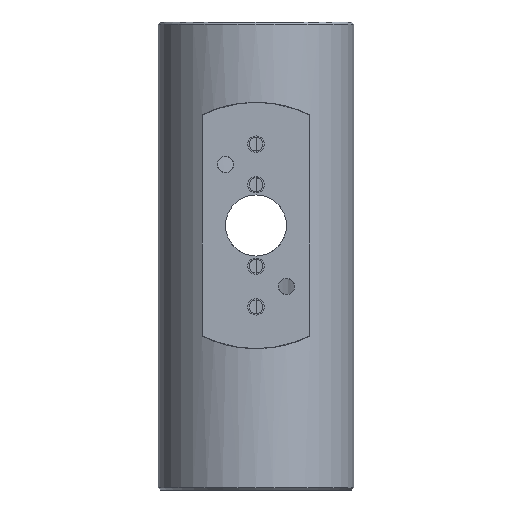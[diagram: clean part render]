
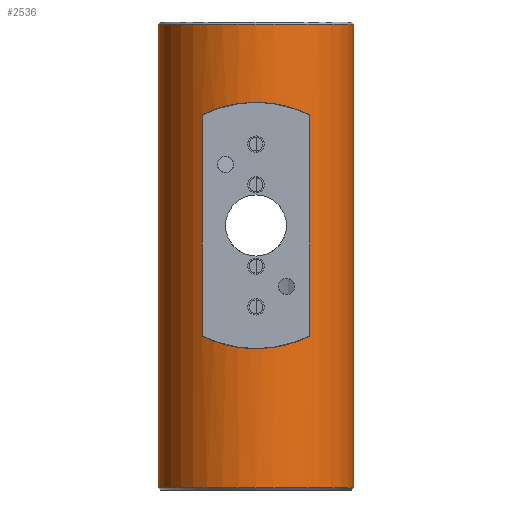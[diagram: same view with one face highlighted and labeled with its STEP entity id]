
A CAD part, front view. The second image highlights one B-rep face of the part: STEP entity #2536.
In plain terms, the highlighted cylindrical face has radius 48 mm (diameter 96 mm), a partial arc.
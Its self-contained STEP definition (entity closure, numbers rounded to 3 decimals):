
#380=DIRECTION('',(0.,0.,1.));
#381=VECTOR('',#380,228.);
#382=CARTESIAN_POINT('',(48.,0.,
1.));
#383=LINE('',#382,#381);
#965=DIRECTION('',(0.,0.,1.));
#966=VECTOR('',#965,108.743);
#967=CARTESIAN_POINT('',(-26.533,-40.,75.629));
#968=LINE('',#967,#966);
#969=CARTESIAN_POINT('',(26.533,-40.,75.629));
#970=CARTESIAN_POINT('',(25.315,-40.808,75.034));
#971=CARTESIAN_POINT('',(22.843,-42.287,73.93));
#972=CARTESIAN_POINT('',(19.08,-44.109,72.541));
#973=CARTESIAN_POINT('',(15.266,-45.567,71.413));
#974=CARTESIAN_POINT('',(11.447,-46.67,70.551));
#975=CARTESIAN_POINT('',(7.631,-47.442,69.942));
#976=CARTESIAN_POINT('',(3.792,-47.901,69.579));
#977=CARTESIAN_POINT('',(0.,-48.049,
69.461));
#978=CARTESIAN_POINT('',(-3.792,-47.901,69.579));
#979=CARTESIAN_POINT('',(-7.63,-47.443,69.942));
#980=CARTESIAN_POINT('',(-11.446,-46.67,70.55));
#981=CARTESIAN_POINT('',(-15.265,-45.567,71.413));
#982=CARTESIAN_POINT('',(-19.079,-44.11,72.541));
#983=CARTESIAN_POINT('',(-22.843,-42.287,73.93));
#984=CARTESIAN_POINT('',(-25.315,-40.808,75.034));
#985=CARTESIAN_POINT('',(-26.533,-40.,75.629));
#987=DIRECTION('',(0.,0.,1.));
#988=VECTOR('',#987,108.743);
#989=CARTESIAN_POINT('',(26.533,-40.,75.629));
#990=LINE('',#989,#988);
#991=CARTESIAN_POINT('',(-26.533,-40.,184.371));
#992=CARTESIAN_POINT('',(-25.315,-40.808,184.966));
#993=CARTESIAN_POINT('',(-22.843,-42.287,186.07));
#994=CARTESIAN_POINT('',(-19.08,-44.109,187.459));
#995=CARTESIAN_POINT('',(-15.266,-45.567,188.587));
#996=CARTESIAN_POINT('',(-11.447,-46.67,189.449));
#997=CARTESIAN_POINT('',(-7.631,-47.442,190.058));
#998=CARTESIAN_POINT('',(-3.792,-47.901,190.421));
#999=CARTESIAN_POINT('',(0.,-48.049,190.539));
#1000=CARTESIAN_POINT('',(3.792,-47.901,190.421));
#1001=CARTESIAN_POINT('',(7.63,-47.443,190.058));
#1002=CARTESIAN_POINT('',(11.446,-46.67,189.45));
#1003=CARTESIAN_POINT('',(15.265,-45.568,188.587));
#1004=CARTESIAN_POINT('',(19.079,-44.11,187.459));
#1005=CARTESIAN_POINT('',(22.843,-42.287,186.07));
#1006=CARTESIAN_POINT('',(25.315,-40.808,184.966));
#1007=CARTESIAN_POINT('',(26.533,-40.,184.371));
#1009=CARTESIAN_POINT('',(0.,0.,1.));
#1010=DIRECTION('',(0.,0.,-1.));
#1011=DIRECTION('',(1.,0.,0.));
#1012=AXIS2_PLACEMENT_3D('',#1009,#1010,#1011);
#1014=DIRECTION('',(0.,0.,1.));
#1015=VECTOR('',#1014,228.);
#1016=CARTESIAN_POINT('',(-48.,0.,
1.));
#1017=LINE('',#1016,#1015);
#1018=CARTESIAN_POINT('',(0.,0.,229.));
#1019=DIRECTION('',(0.,0.,1.));
#1020=DIRECTION('',(-1.,0.,0.));
#1021=AXIS2_PLACEMENT_3D('',#1018,#1019,#1020);
#1499=CARTESIAN_POINT('',(-26.533,-40.,75.629));
#1500=CARTESIAN_POINT('',(-26.533,-40.,184.371));
#1501=VERTEX_POINT('',#1499);
#1502=VERTEX_POINT('',#1500);
#1503=CARTESIAN_POINT('',(26.533,-40.,75.629));
#1504=CARTESIAN_POINT('',(26.533,-40.,184.371));
#1505=VERTEX_POINT('',#1503);
#1506=VERTEX_POINT('',#1504);
#1691=CARTESIAN_POINT('',(48.,0.,1.));
#1692=CARTESIAN_POINT('',(-48.,0.,1.));
#1693=VERTEX_POINT('',#1691);
#1694=VERTEX_POINT('',#1692);
#1699=CARTESIAN_POINT('',(-48.,0.,229.));
#1700=CARTESIAN_POINT('',(48.,0.,229.));
#1701=VERTEX_POINT('',#1699);
#1702=VERTEX_POINT('',#1700);
#2516=CARTESIAN_POINT('',(0.,0.,0.));
#2517=DIRECTION('',(0.,0.,1.));
#2518=DIRECTION('',(1.,0.,0.));
#2519=AXIS2_PLACEMENT_3D('',#2516,#2517,#2518);
#2520=CYLINDRICAL_SURFACE('',#2519,48.);
#2521=ORIENTED_EDGE('',*,*,#2209,.T.);
#2522=ORIENTED_EDGE('',*,*,#2239,.T.);
#2524=ORIENTED_EDGE('',*,*,#2523,.T.);
#2525=ORIENTED_EDGE('',*,*,#2235,.F.);
#2526=EDGE_LOOP('',(#2521,#2522,#2524,#2525));
#2527=FACE_OUTER_BOUND('',#2526,.F.);
#2528=ORIENTED_EDGE('',*,*,#2469,.F.);
#2530=ORIENTED_EDGE('',*,*,#2529,.F.);
#2531=ORIENTED_EDGE('',*,*,#2473,.T.);
#2533=ORIENTED_EDGE('',*,*,#2532,.F.);
#2534=EDGE_LOOP('',(#2528,#2530,#2531,#2533));
#2535=FACE_BOUND('',#2534,.F.);
#2536=ADVANCED_FACE('',(#2527,#2535),#2520,.T.);
#986=B_SPLINE_CURVE_WITH_KNOTS('',3,(#969,#970,#971,#972,#973,#974,#975,#976,
#977,#978,#979,#980,#981,#982,#983,#984,#985),.UNSPECIFIED.,.F.,.F.,(4,1,1,1,1,
1,1,1,1,1,1,1,1,1,4),(0.,0.071,0.143,
0.214,0.286,0.357,0.429,0.5,
0.571,0.643,0.714,0.786,
0.857,0.929,1.),.UNSPECIFIED.);
#1008=B_SPLINE_CURVE_WITH_KNOTS('',3,(#991,#992,#993,#994,#995,#996,#997,#998,
#999,#1000,#1001,#1002,#1003,#1004,#1005,#1006,#1007),.UNSPECIFIED.,.F.,.F.,(4,
1,1,1,1,1,1,1,1,1,1,1,1,1,4),(0.,0.071,0.143,
0.214,0.286,0.357,0.429,0.5,
0.571,0.643,0.714,0.786,
0.857,0.929,1.),.UNSPECIFIED.);
#1013=CIRCLE('',#1012,48.);
#1022=CIRCLE('',#1021,48.);
#2209=EDGE_CURVE('',#1693,#1694,#1013,.T.);
#2235=EDGE_CURVE('',#1693,#1702,#383,.T.);
#2239=EDGE_CURVE('',#1694,#1701,#1017,.T.);
#2469=EDGE_CURVE('',#1501,#1502,#968,.T.);
#2473=EDGE_CURVE('',#1505,#1506,#990,.T.);
#2523=EDGE_CURVE('',#1701,#1702,#1022,.T.);
#2529=EDGE_CURVE('',#1505,#1501,#986,.T.);
#2532=EDGE_CURVE('',#1502,#1506,#1008,.T.);
